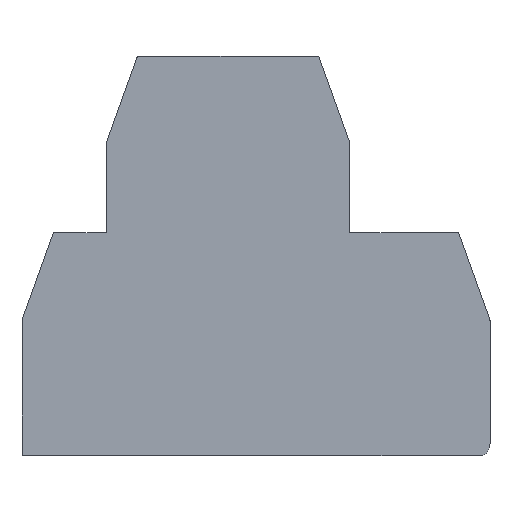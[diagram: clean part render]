
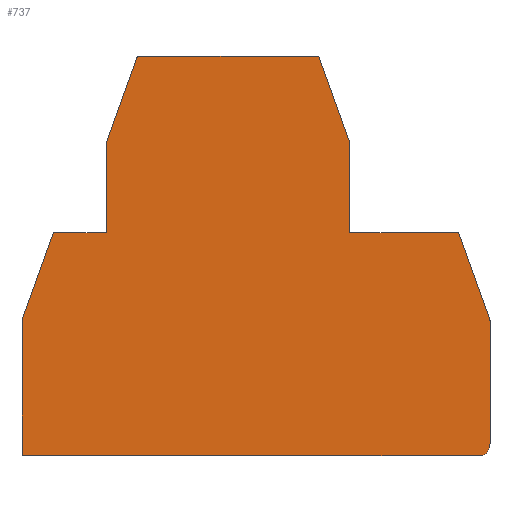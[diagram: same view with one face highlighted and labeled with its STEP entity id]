
A CAD part, front view. The second image highlights one B-rep face of the part: STEP entity #737.
In plain terms, the highlighted planar face has unit normal (0, -1, 0).
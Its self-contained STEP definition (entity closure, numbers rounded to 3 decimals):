
#47=CIRCLE('',#796,0.3);
#48=CIRCLE('',#797,0.25);
#49=CIRCLE('',#798,0.3);
#50=CIRCLE('',#799,0.3);
#51=CIRCLE('',#800,0.25);
#52=CIRCLE('',#801,0.25);
#53=CIRCLE('',#802,0.3);
#54=CIRCLE('',#803,0.3);
#55=CIRCLE('',#804,0.25);
#56=CIRCLE('',#805,0.3);
#57=CIRCLE('',#806,0.3);
#58=CIRCLE('',#807,0.25);
#59=CIRCLE('',#808,0.25);
#60=CIRCLE('',#809,2.);
#61=CIRCLE('',#810,0.3);
#89=ORIENTED_EDGE('',*,*,#299,.F.);
#90=ORIENTED_EDGE('',*,*,#300,.F.);
#91=ORIENTED_EDGE('',*,*,#301,.F.);
#92=ORIENTED_EDGE('',*,*,#302,.F.);
#93=ORIENTED_EDGE('',*,*,#303,.F.);
#94=ORIENTED_EDGE('',*,*,#304,.F.);
#95=ORIENTED_EDGE('',*,*,#305,.F.);
#96=ORIENTED_EDGE('',*,*,#306,.F.);
#97=ORIENTED_EDGE('',*,*,#307,.F.);
#98=ORIENTED_EDGE('',*,*,#308,.F.);
#99=ORIENTED_EDGE('',*,*,#309,.F.);
#100=ORIENTED_EDGE('',*,*,#310,.F.);
#101=ORIENTED_EDGE('',*,*,#311,.F.);
#102=ORIENTED_EDGE('',*,*,#312,.F.);
#103=ORIENTED_EDGE('',*,*,#313,.F.);
#104=ORIENTED_EDGE('',*,*,#314,.F.);
#105=ORIENTED_EDGE('',*,*,#315,.F.);
#106=ORIENTED_EDGE('',*,*,#316,.F.);
#107=ORIENTED_EDGE('',*,*,#317,.F.);
#108=ORIENTED_EDGE('',*,*,#318,.F.);
#109=ORIENTED_EDGE('',*,*,#319,.F.);
#110=ORIENTED_EDGE('',*,*,#320,.F.);
#111=ORIENTED_EDGE('',*,*,#321,.F.);
#112=ORIENTED_EDGE('',*,*,#322,.F.);
#113=ORIENTED_EDGE('',*,*,#323,.F.);
#114=ORIENTED_EDGE('',*,*,#324,.F.);
#115=ORIENTED_EDGE('',*,*,#325,.F.);
#299=EDGE_CURVE('',#404,#405,#47,.T.);
#300=EDGE_CURVE('',#406,#404,#48,.T.);
#301=EDGE_CURVE('',#407,#406,#478,.T.);
#302=EDGE_CURVE('',#408,#407,#479,.T.);
#303=EDGE_CURVE('',#409,#408,#49,.T.);
#304=EDGE_CURVE('',#410,#409,#480,.T.);
#305=EDGE_CURVE('',#411,#410,#50,.T.);
#306=EDGE_CURVE('',#412,#411,#51,.T.);
#307=EDGE_CURVE('',#413,#412,#481,.T.);
#308=EDGE_CURVE('',#414,#413,#52,.T.);
#309=EDGE_CURVE('',#415,#414,#53,.T.);
#310=EDGE_CURVE('',#416,#415,#482,.T.);
#311=EDGE_CURVE('',#417,#416,#54,.T.);
#312=EDGE_CURVE('',#418,#417,#483,.T.);
#313=EDGE_CURVE('',#419,#418,#484,.T.);
#314=EDGE_CURVE('',#420,#419,#55,.T.);
#315=EDGE_CURVE('',#421,#420,#56,.T.);
#316=EDGE_CURVE('',#422,#421,#485,.T.);
#317=EDGE_CURVE('',#423,#422,#57,.T.);
#318=EDGE_CURVE('',#424,#423,#486,.T.);
#319=EDGE_CURVE('',#425,#424,#58,.T.);
#320=EDGE_CURVE('',#426,#425,#487,.T.);
#321=EDGE_CURVE('',#427,#426,#59,.T.);
#322=EDGE_CURVE('',#428,#427,#60,.T.);
#323=EDGE_CURVE('',#429,#428,#488,.T.);
#324=EDGE_CURVE('',#430,#429,#61,.T.);
#325=EDGE_CURVE('',#405,#430,#489,.T.);
#404=VERTEX_POINT('',#1108);
#405=VERTEX_POINT('',#1109);
#406=VERTEX_POINT('',#1111);
#407=VERTEX_POINT('',#1113);
#408=VERTEX_POINT('',#1115);
#409=VERTEX_POINT('',#1117);
#410=VERTEX_POINT('',#1119);
#411=VERTEX_POINT('',#1121);
#412=VERTEX_POINT('',#1123);
#413=VERTEX_POINT('',#1125);
#414=VERTEX_POINT('',#1127);
#415=VERTEX_POINT('',#1129);
#416=VERTEX_POINT('',#1131);
#417=VERTEX_POINT('',#1133);
#418=VERTEX_POINT('',#1135);
#419=VERTEX_POINT('',#1137);
#420=VERTEX_POINT('',#1139);
#421=VERTEX_POINT('',#1141);
#422=VERTEX_POINT('',#1143);
#423=VERTEX_POINT('',#1145);
#424=VERTEX_POINT('',#1147);
#425=VERTEX_POINT('',#1149);
#426=VERTEX_POINT('',#1151);
#427=VERTEX_POINT('',#1153);
#428=VERTEX_POINT('',#1155);
#429=VERTEX_POINT('',#1157);
#430=VERTEX_POINT('',#1159);
#478=LINE('',#1112,#541);
#479=LINE('',#1114,#542);
#480=LINE('',#1118,#543);
#481=LINE('',#1124,#544);
#482=LINE('',#1130,#545);
#483=LINE('',#1134,#546);
#484=LINE('',#1136,#547);
#485=LINE('',#1142,#548);
#486=LINE('',#1146,#549);
#487=LINE('',#1150,#550);
#488=LINE('',#1156,#551);
#489=LINE('',#1160,#552);
#541=VECTOR('',#887,1000.);
#542=VECTOR('',#888,1000.);
#543=VECTOR('',#891,1000.);
#544=VECTOR('',#896,1000.);
#545=VECTOR('',#901,1000.);
#546=VECTOR('',#904,1000.);
#547=VECTOR('',#905,1000.);
#548=VECTOR('',#910,1000.);
#549=VECTOR('',#913,1000.);
#550=VECTOR('',#916,1000.);
#551=VECTOR('',#921,1000.);
#552=VECTOR('',#924,1000.);
#601=EDGE_LOOP('',(#89,#90,#91,#92,#93,#94,#95,#96,#97,#98,#99,#100,#101,
#102,#103,#104,#105,#106,#107,#108,#109,#110,#111,#112,#113,#114,#115));
#658=FACE_BOUND('',#601,.T.);
#715=PLANE('',#795);
#737=ADVANCED_FACE('',(#658),#715,.F.);
#795=AXIS2_PLACEMENT_3D('',#1106,#881,#882);
#796=AXIS2_PLACEMENT_3D('',#1107,#883,#884);
#797=AXIS2_PLACEMENT_3D('',#1110,#885,#886);
#798=AXIS2_PLACEMENT_3D('',#1116,#889,#890);
#799=AXIS2_PLACEMENT_3D('',#1120,#892,#893);
#800=AXIS2_PLACEMENT_3D('',#1122,#894,#895);
#801=AXIS2_PLACEMENT_3D('',#1126,#897,#898);
#802=AXIS2_PLACEMENT_3D('',#1128,#899,#900);
#803=AXIS2_PLACEMENT_3D('',#1132,#902,#903);
#804=AXIS2_PLACEMENT_3D('',#1138,#906,#907);
#805=AXIS2_PLACEMENT_3D('',#1140,#908,#909);
#806=AXIS2_PLACEMENT_3D('',#1144,#911,#912);
#807=AXIS2_PLACEMENT_3D('',#1148,#914,#915);
#808=AXIS2_PLACEMENT_3D('',#1152,#917,#918);
#809=AXIS2_PLACEMENT_3D('',#1154,#919,#920);
#810=AXIS2_PLACEMENT_3D('',#1158,#922,#923);
#881=DIRECTION('',(0.,1.,0.));
#882=DIRECTION('',(0.,0.,1.));
#883=DIRECTION('',(0.,1.,0.));
#884=DIRECTION('',(0.,0.,1.));
#885=DIRECTION('',(0.,1.,0.));
#886=DIRECTION('',(0.,0.,1.));
#887=DIRECTION('',(1.,0.,0.));
#888=DIRECTION('',(0.,0.,-1.));
#889=DIRECTION('',(0.,1.,0.));
#890=DIRECTION('',(0.,0.,1.));
#891=DIRECTION('',(0.338,0.,-0.941));
#892=DIRECTION('',(0.,1.,0.));
#893=DIRECTION('',(0.,0.,1.));
#894=DIRECTION('',(0.,1.,0.));
#895=DIRECTION('',(0.,0.,1.));
#896=DIRECTION('',(1.,0.,0.));
#897=DIRECTION('',(0.,1.,0.));
#898=DIRECTION('',(0.,0.,1.));
#899=DIRECTION('',(0.,1.,0.));
#900=DIRECTION('',(0.,0.,1.));
#901=DIRECTION('',(0.338,0.,0.941));
#902=DIRECTION('',(0.,1.,0.));
#903=DIRECTION('',(0.,0.,1.));
#904=DIRECTION('',(0.,0.,1.));
#905=DIRECTION('',(1.,0.,0.));
#906=DIRECTION('',(0.,1.,0.));
#907=DIRECTION('',(0.,0.,1.));
#908=DIRECTION('',(0.,1.,0.));
#909=DIRECTION('',(0.,0.,1.));
#910=DIRECTION('',(0.338,0.,0.941));
#911=DIRECTION('',(0.,1.,0.));
#912=DIRECTION('',(0.,0.,1.));
#913=DIRECTION('',(0.,0.,1.));
#914=DIRECTION('',(0.,1.,0.));
#915=DIRECTION('',(0.,0.,1.));
#916=DIRECTION('',(-1.,0.,0.));
#917=DIRECTION('',(0.,1.,0.));
#918=DIRECTION('',(0.,0.,1.));
#919=DIRECTION('',(0.,1.,0.));
#920=DIRECTION('',(0.,0.,1.));
#921=DIRECTION('',(0.,0.,-1.));
#922=DIRECTION('',(0.,1.,0.));
#923=DIRECTION('',(0.,0.,1.));
#924=DIRECTION('',(0.338,0.,-0.941));
#1106=CARTESIAN_POINT('',(-12.753,-7.6,37.859));
#1107=CARTESIAN_POINT('',(35.044,-7.6,11.359));
#1108=CARTESIAN_POINT('',(35.314,-7.6,11.49));
#1109=CARTESIAN_POINT('',(35.326,-7.6,11.462));
#1110=CARTESIAN_POINT('',(35.089,-7.6,11.381));
#1111=CARTESIAN_POINT('',(35.089,-7.6,11.631));
#1112=CARTESIAN_POINT('',(18.945,-7.6,11.631));
#1113=CARTESIAN_POINT('',(18.945,-7.6,11.631));
#1114=CARTESIAN_POINT('',(18.945,-7.6,25.061));
#1115=CARTESIAN_POINT('',(18.945,-7.6,25.061));
#1116=CARTESIAN_POINT('',(18.645,-7.6,25.061));
#1117=CARTESIAN_POINT('',(18.927,-7.6,25.164));
#1118=CARTESIAN_POINT('',(14.326,-7.6,37.962));
#1119=CARTESIAN_POINT('',(14.326,-7.6,37.962));
#1120=CARTESIAN_POINT('',(14.044,-7.6,37.859));
#1121=CARTESIAN_POINT('',(14.314,-7.6,37.99));
#1122=CARTESIAN_POINT('',(14.089,-7.6,37.881));
#1123=CARTESIAN_POINT('',(14.089,-7.6,38.131));
#1124=CARTESIAN_POINT('',(-12.798,-7.6,38.131));
#1125=CARTESIAN_POINT('',(-12.798,-7.6,38.131));
#1126=CARTESIAN_POINT('',(-12.798,-7.6,37.881));
#1127=CARTESIAN_POINT('',(-13.023,-7.6,37.99));
#1128=CARTESIAN_POINT('',(-12.753,-7.6,37.859));
#1129=CARTESIAN_POINT('',(-13.035,-7.6,37.962));
#1130=CARTESIAN_POINT('',(-17.636,-7.6,25.164));
#1131=CARTESIAN_POINT('',(-17.636,-7.6,25.164));
#1132=CARTESIAN_POINT('',(-17.355,-7.6,25.061));
#1133=CARTESIAN_POINT('',(-17.655,-7.6,25.061));
#1134=CARTESIAN_POINT('',(-17.655,-7.6,11.631));
#1135=CARTESIAN_POINT('',(-17.655,-7.6,11.631));
#1136=CARTESIAN_POINT('',(-25.398,-7.6,11.631));
#1137=CARTESIAN_POINT('',(-25.398,-7.6,11.631));
#1138=CARTESIAN_POINT('',(-25.398,-7.6,11.381));
#1139=CARTESIAN_POINT('',(-25.623,-7.6,11.49));
#1140=CARTESIAN_POINT('',(-25.353,-7.6,11.359));
#1141=CARTESIAN_POINT('',(-25.635,-7.6,11.462));
#1142=CARTESIAN_POINT('',(-30.287,-7.6,-1.477));
#1143=CARTESIAN_POINT('',(-30.287,-7.6,-1.477));
#1144=CARTESIAN_POINT('',(-30.005,-7.6,-1.578));
#1145=CARTESIAN_POINT('',(-30.305,-7.6,-1.578));
#1146=CARTESIAN_POINT('',(-30.305,-7.6,-21.667));
#1147=CARTESIAN_POINT('',(-30.305,-7.6,-21.667));
#1148=CARTESIAN_POINT('',(-30.055,-7.6,-21.667));
#1149=CARTESIAN_POINT('',(-30.055,-7.6,-21.917));
#1150=CARTESIAN_POINT('',(38.808,-7.6,-21.917));
#1151=CARTESIAN_POINT('',(38.808,-7.6,-21.917));
#1152=CARTESIAN_POINT('',(38.808,-7.6,-21.667));
#1153=CARTESIAN_POINT('',(38.924,-7.6,-21.889));
#1154=CARTESIAN_POINT('',(37.995,-7.6,-20.117));
#1155=CARTESIAN_POINT('',(39.995,-7.6,-20.117));
#1156=CARTESIAN_POINT('',(39.995,-7.6,-1.578));
#1157=CARTESIAN_POINT('',(39.995,-7.6,-1.578));
#1158=CARTESIAN_POINT('',(39.695,-7.6,-1.578));
#1159=CARTESIAN_POINT('',(39.978,-7.6,-1.477));
#1160=CARTESIAN_POINT('',(35.326,-7.6,11.462));
